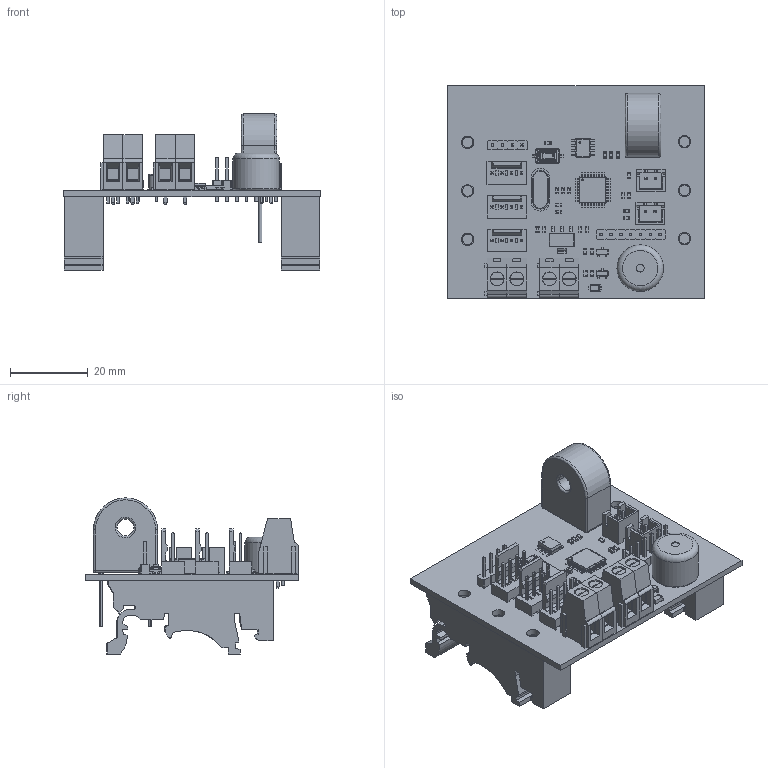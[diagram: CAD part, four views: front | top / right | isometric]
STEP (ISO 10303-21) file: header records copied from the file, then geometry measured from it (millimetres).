
FILE_DESCRIPTION(('KiCad electronic assembly'),'2;1');
FILE_NAME('load-bank-fan-controller.step','2024-09-26T17:52:54',( 'Pcbnew'),('Kicad'),'Open CASCADE STEP processor 7.8', 'KiCad to STEP converter','Unknown');
FILE_SCHEMA(('AUTOMOTIVE_DESIGN { 1 0 10303 214 1 1 1 1 }'));
Length unit declared in the file: millimetre
Products named in the file (38): load-bank-fan-controller 1; R_0603_1608Metric; D_SOD-123F; D_SOD_123F; PinHeader_1x07_P2.54mm_Vertical; PinHeader_1x07_P254mm_Vertical; SOT-223; SOT_223; C_0603_1608Metric; KF128-5.08-2P; Buzzer_12x9.5RM7.6; Buzzer_12x95RM76; SO-8_3.9x4.9mm_P1.27mm; CQ assembly; TQFP-32_7x7mm_P0.8mm; TQFP_32_7x7mm_P08mm; SOT-23; SOT_23; Crystal_HC49-4H_Vertical; Molex_KK-254_AE-6410-04A_1x04_P2.54mm_Vertical; Molex_AE_6410_04A; DINRailAdapter_3xM3_PhoenixContact_1201578; PE-51688NL; SW_Tactile_SPST_NO_Straight_CK_PTS636Sx25SMTRLFS; PTS636Sx25SMTRLFS; PinHeader_1x04_P2.54mm_Vertical; PinHeader_1x04_P254mm_Vertical; LED_0603_1608Metric; JST_XH_B2B-XH-A_1x02_P2.50mm_Vertical; JST_B2B_XH_A; load-bank-fan-controller_PCB
Assembly tree (62 placements, depth 3):
  load-bank-fan-controller 1
    R_0603_1608Metric  x11
      R_0603_1608Metric
    D_SOD-123F
      D_SOD_123F
    PinHeader_1x07_P2.54mm_Vertical
      PinHeader_1x07_P254mm_Vertical
    SOT-223
      SOT_223
    C_0603_1608Metric  x10
      C_0603_1608Metric
    KF128-5.08-2P  x2
      KF128-5.08-2P
    Buzzer_12x9.5RM7.6
      Buzzer_12x95RM76
    SO-8_3.9x4.9mm_P1.27mm
      CQ assembly
    TQFP-32_7x7mm_P0.8mm
      TQFP_32_7x7mm_P08mm
    SOT-23  x2
      SOT_23
    Crystal_HC49-4H_Vertical
      Crystal_HC49-4H_Vertical
    Molex_KK-254_AE-6410-04A_1x04_P2.54mm_Vertical  x3
      Molex_AE_6410_04A
    DINRailAdapter_3xM3_PhoenixContact_1201578  x2
      DINRailAdapter_3xM3_PhoenixContact_1201578
    PE-51688NL
      PE-51688NL
    SW_Tactile_SPST_NO_Straight_CK_PTS636Sx25SMTRLFS
      PTS636Sx25SMTRLFS
    PinHeader_1x04_P2.54mm_Vertical
      PinHeader_1x04_P254mm_Vertical
    LED_0603_1608Metric
      LED_0603_1608Metric
    JST_XH_B2B-XH-A_1x02_P2.50mm_Vertical  x2
      JST_B2B_XH_A
    load-bank-fan-controller_PCB
Bounding box: 66.26 x 54.8 x 40.28 mm (x, y, z)
Volume: 12770.1 mm3; surface area: 23351.5 mm2
Topology: 69 solids, 195 shells, 3230 faces, 8602 edges, 5704 vertices
Faces by surface type: plane 2408, cylinder 620, bspline 186, torus 8, sphere 8
Full cylindrical faces by diameter (mm): 0.4 x2, 0.5 x3, 0.8 x2, 0.9 x2, 0.96 x2, 1 x17, 1.1 x4, 1.19 x12, 2 x1, 2.75 x6, 3.2 x6, 12 x1
Entity records: 79133 total; most frequent: CARTESIAN_POINT 15551, ORIENTED_EDGE 10574, DIRECTION 10103, EDGE_CURVE 5458, LINE 4431, VECTOR 4431, VERTEX_POINT 3564, AXIS2_PLACEMENT_3D 2836
